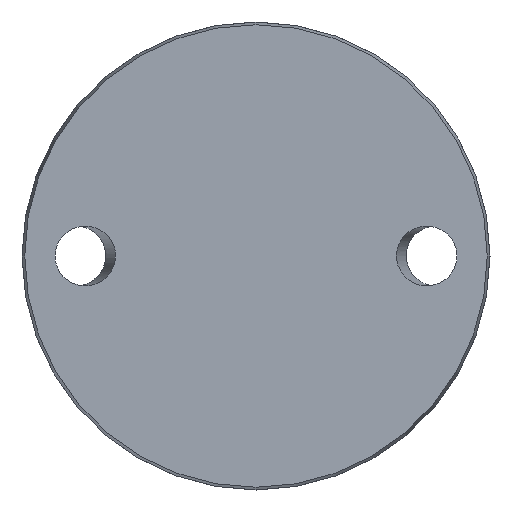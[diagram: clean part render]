
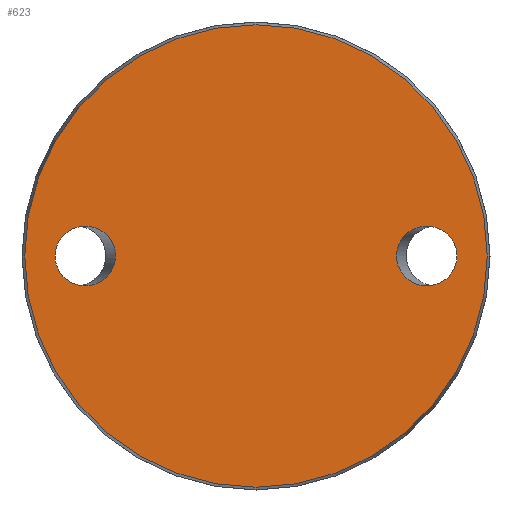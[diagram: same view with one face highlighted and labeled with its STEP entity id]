
A CAD part, front view. The second image highlights one B-rep face of the part: STEP entity #623.
In plain terms, the highlighted planar face has unit normal (0, -1, 0).
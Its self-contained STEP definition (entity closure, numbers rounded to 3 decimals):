
#6 = EDGE_CURVE ( 'NONE', #109, #109, #462, .T. ) ;
#12 = CARTESIAN_POINT ( 'NONE',  ( 42.087, 0., -12.5 ) ) ;
#33 = CARTESIAN_POINT ( 'NONE',  ( -48.425, 0., 0. ) ) ;
#42 = CARTESIAN_POINT ( 'NONE',  ( 29.413, 0., 0. ) ) ;
#44 = PLANE ( 'NONE',  #375 ) ;
#109 = VERTEX_POINT ( 'NONE', #920 ) ;
#135 = DIRECTION ( 'NONE',  ( 0., 0., 1. ) ) ;
#147 = CARTESIAN_POINT ( 'NONE',  ( 0., 0., 0. ) ) ;
#159 = CARTESIAN_POINT ( 'NONE',  ( -42.087, 0., -12.5 ) ) ;
#161 = DIRECTION ( 'NONE',  ( 0., 0., -1. ) ) ;
#170 = CARTESIAN_POINT ( 'NONE',  ( 42.087, 0., 0. ) ) ;
#171 = CARTESIAN_POINT ( 'NONE',  ( -42.087, 0., 12.5 ) ) ;
#227 = CARTESIAN_POINT ( 'NONE',  ( -29.413, 0., -12.5 ) ) ;
#234 = ORIENTED_EDGE ( 'NONE', *, *, #475, .T. ) ;
#268 = FACE_BOUND ( 'NONE', #279, .T. ) ;
#279 = EDGE_LOOP ( 'NONE', ( #346 ) ) ;
#346 = ORIENTED_EDGE ( 'NONE', *, *, #6, .T. ) ;
#363 = EDGE_LOOP ( 'NONE', ( #382 ) ) ;
#375 = AXIS2_PLACEMENT_3D ( 'NONE', #33, #581, #135 ) ;
#382 = ORIENTED_EDGE ( 'NONE', *, *, #511, .F. ) ;
#396 = CARTESIAN_POINT ( 'NONE',  ( -42.087, 0., 0. ) ) ;
#399 = CARTESIAN_POINT ( 'NONE',  ( 29.413, 0., 0. ) ) ;
#433 =( BOUNDED_CURVE ( )  B_SPLINE_CURVE ( 3, ( #399, #770, #12, #170, #554, #474, #928 ),
 .UNSPECIFIED., .T., .T. ) 
 B_SPLINE_CURVE_WITH_KNOTS ( ( 4, 3, 4 ),
 ( 0., 3.142, 6.283 ),
 .UNSPECIFIED. ) 
 CURVE ( )  GEOMETRIC_REPRESENTATION_ITEM ( )  RATIONAL_B_SPLINE_CURVE ( ( 1., 0.333, 0.333, 1., 0.333, 0.333, 1. ) ) 
 REPRESENTATION_ITEM ( '' )  );
#449 = DIRECTION ( 'NONE',  ( 0., -1., 0. ) ) ;
#462 =( BOUNDED_CURVE ( )  B_SPLINE_CURVE ( 3, ( #618, #171, #919, #613, #227, #159, #396 ),
 .UNSPECIFIED., .T., .T. ) 
 B_SPLINE_CURVE_WITH_KNOTS ( ( 4, 3, 4 ),
 ( 0., 3.142, 6.283 ),
 .UNSPECIFIED. ) 
 CURVE ( )  GEOMETRIC_REPRESENTATION_ITEM ( )  RATIONAL_B_SPLINE_CURVE ( ( 1., 0.333, 0.333, 1., 0.333, 0.333, 1. ) ) 
 REPRESENTATION_ITEM ( '' )  );
#474 = CARTESIAN_POINT ( 'NONE',  ( 29.413, 0., 12.5 ) ) ;
#475 = EDGE_CURVE ( 'NONE', #572, #572, #989, .T. ) ;
#511 = EDGE_CURVE ( 'NONE', #722, #722, #433, .T. ) ;
#554 = CARTESIAN_POINT ( 'NONE',  ( 42.087, 0., 12.5 ) ) ;
#572 = VERTEX_POINT ( 'NONE', #791 ) ;
#581 = DIRECTION ( 'NONE',  ( 0., 1., 0. ) ) ;
#613 = CARTESIAN_POINT ( 'NONE',  ( -29.413, 0., 0. ) ) ;
#618 = CARTESIAN_POINT ( 'NONE',  ( -42.087, 0., 0. ) ) ;
#623 = ADVANCED_FACE ( 'NONE', ( #268, #718, #724 ), #44, .F. ) ;
#697 = EDGE_LOOP ( 'NONE', ( #234 ) ) ;
#718 = FACE_BOUND ( 'NONE', #363, .T. ) ;
#722 = VERTEX_POINT ( 'NONE', #42 ) ;
#724 = FACE_OUTER_BOUND ( 'NONE', #697, .T. ) ;
#770 = CARTESIAN_POINT ( 'NONE',  ( 29.413, 0., -12.5 ) ) ;
#791 = CARTESIAN_POINT ( 'NONE',  ( 0., 0., -48.425 ) ) ;
#919 = CARTESIAN_POINT ( 'NONE',  ( -29.413, 0., 12.5 ) ) ;
#920 = CARTESIAN_POINT ( 'NONE',  ( -42.087, 0., 0. ) ) ;
#928 = CARTESIAN_POINT ( 'NONE',  ( 29.413, 0., 0. ) ) ;
#959 = AXIS2_PLACEMENT_3D ( 'NONE', #147, #449, #161 ) ;
#989 = CIRCLE ( 'NONE', #959, 48.425 ) ;
